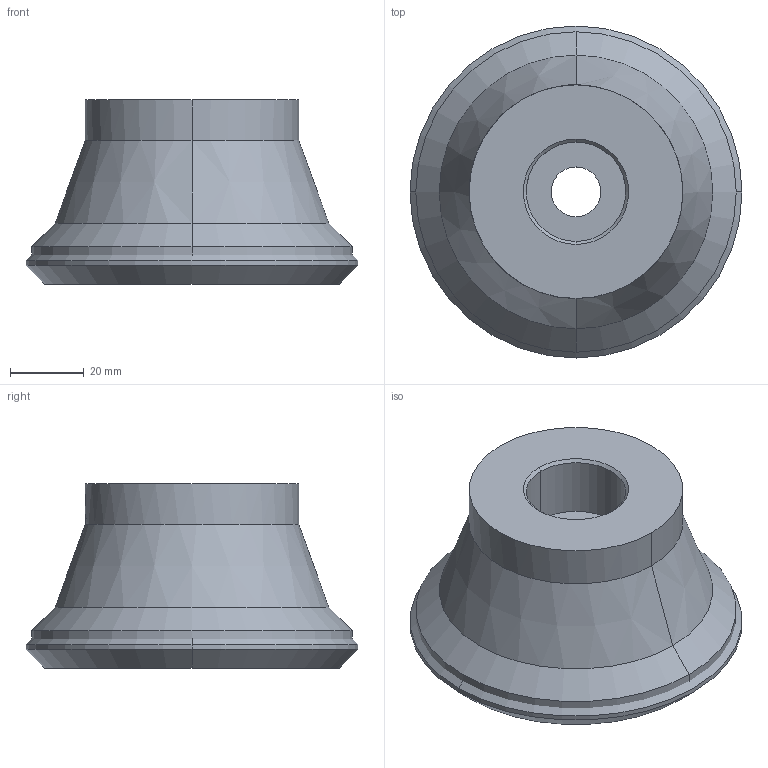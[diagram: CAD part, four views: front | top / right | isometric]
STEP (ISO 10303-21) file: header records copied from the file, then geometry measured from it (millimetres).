
FILE_DESCRIPTION(('no description'),'unknown implementation level');
FILE_NAME('solidB15zFLi9Qx6Fkfa1WgzJlhbIXiA_1.STP',' ',('CIMSOURCE GmbH'),('CADClick - KiM GmbH - www.kimweb.de'),'unknown preprocess','ACIS','unknown authorization');
FILE_SCHEMA(('automotive_design'));
Length unit declared in the file: millimetre
Products named in the file (2): 1; 2
Bounding box: 90.13 x 90.13 x 50 mm (x, y, z)
Volume: 146561.7 mm3; surface area: 30734.5 mm2
Topology: 2 solids, 2 shells, 55 faces, 125 edges, 77 vertices
Faces by surface type: cylinder 22, cone 20, plane 13
Entity records: 3423 total; most frequent: CARTESIAN_POINT 662, DIRECTION 283, STYLED_ITEM 259, PRESENTATION_STYLE_ASSIGNMENT 259, COLOUR_RGB 259, ORIENTED_EDGE 250, EDGE_CURVE 125, CURVE_STYLE 125
